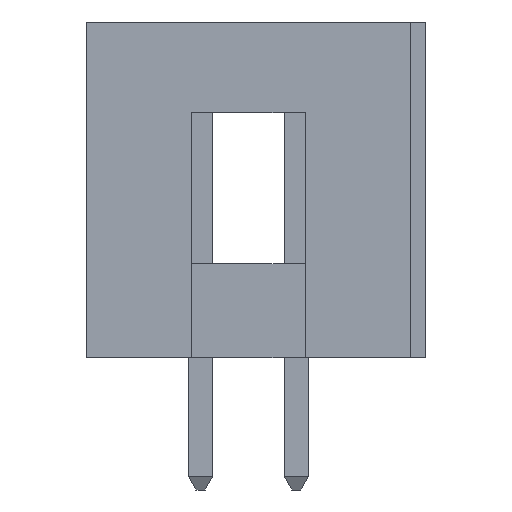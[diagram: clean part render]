
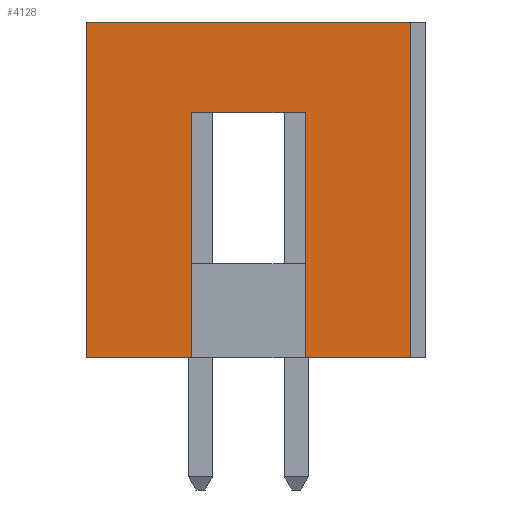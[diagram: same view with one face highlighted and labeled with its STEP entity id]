
A CAD part, left-side view. The second image highlights one B-rep face of the part: STEP entity #4128.
In plain terms, the highlighted planar face has unit normal (-1, 0, 0).
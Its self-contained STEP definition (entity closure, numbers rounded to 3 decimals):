
#41 = AXIS2_PLACEMENT_3D ( 'NONE', #5345, #2341, #9400 ) ;
#194 = VECTOR ( 'NONE', #5107, 1000. ) ;
#224 = CARTESIAN_POINT ( 'NONE',  ( 0., 2.8, 0. ) ) ;
#237 = LINE ( 'NONE', #906, #8006 ) ;
#696 = ORIENTED_EDGE ( 'NONE', *, *, #3082, .F. ) ;
#799 = CARTESIAN_POINT ( 'NONE',  ( 0., 0., 8.9 ) ) ;
#906 = CARTESIAN_POINT ( 'NONE',  ( 0., 5.8, 6.5 ) ) ;
#1335 = PLANE ( 'NONE',  #41 ) ;
#1372 = DIRECTION ( 'NONE',  ( 0., 1., 0. ) ) ;
#1383 = CARTESIAN_POINT ( 'NONE',  ( 0., 2.8, 6.5 ) ) ;
#1399 = VECTOR ( 'NONE', #3687, 1000. ) ;
#1631 = CARTESIAN_POINT ( 'NONE',  ( 0., 5.8, 0. ) ) ;
#1639 = VERTEX_POINT ( 'NONE', #12913 ) ;
#1892 = EDGE_CURVE ( 'NONE', #12976, #4760, #8349, .T. ) ;
#1951 = DIRECTION ( 'NONE',  ( 0., 0., -1. ) ) ;
#2314 = CARTESIAN_POINT ( 'NONE',  ( 0., 0., 0. ) ) ;
#2341 = DIRECTION ( 'NONE',  ( -1., 0., 0. ) ) ;
#2663 = DIRECTION ( 'NONE',  ( 0., 0., -1. ) ) ;
#2750 = EDGE_CURVE ( 'NONE', #6028, #3216, #5001, .T. ) ;
#2985 = VECTOR ( 'NONE', #1372, 1000. ) ;
#3082 = EDGE_CURVE ( 'NONE', #4760, #9951, #237, .T. ) ;
#3216 = VERTEX_POINT ( 'NONE', #224 ) ;
#3363 = CARTESIAN_POINT ( 'NONE',  ( 0., 2.8, 6.5 ) ) ;
#3687 = DIRECTION ( 'NONE',  ( 0., 1., 0. ) ) ;
#4128 = ADVANCED_FACE ( 'NONE', ( #4223 ), #1335, .T. ) ;
#4223 = FACE_OUTER_BOUND ( 'NONE', #5145, .T. ) ;
#4258 = EDGE_CURVE ( 'NONE', #9951, #1639, #9116, .T. ) ;
#4317 = ORIENTED_EDGE ( 'NONE', *, *, #4258, .F. ) ;
#4495 = CARTESIAN_POINT ( 'NONE',  ( 0., 0., 0. ) ) ;
#4617 = EDGE_CURVE ( 'NONE', #12976, #3216, #9752, .T. ) ;
#4760 = VERTEX_POINT ( 'NONE', #9979 ) ;
#5001 = LINE ( 'NONE', #2314, #7382 ) ;
#5107 = DIRECTION ( 'NONE',  ( 0., 0., -1. ) ) ;
#5145 = EDGE_LOOP ( 'NONE', ( #6802, #8225, #7788, #6048, #9364, #4317, #696, #11631 ) ) ;
#5243 = CARTESIAN_POINT ( 'NONE',  ( 0., 2.8, 6.5 ) ) ;
#5345 = CARTESIAN_POINT ( 'NONE',  ( 0., 0., 8.9 ) ) ;
#5419 = DIRECTION ( 'NONE',  ( 0., 1., 0. ) ) ;
#5439 = EDGE_CURVE ( 'NONE', #8243, #5712, #6207, .T. ) ;
#5712 = VERTEX_POINT ( 'NONE', #10901 ) ;
#6028 = VERTEX_POINT ( 'NONE', #4495 ) ;
#6048 = ORIENTED_EDGE ( 'NONE', *, *, #5439, .T. ) ;
#6207 = LINE ( 'NONE', #8368, #11596 ) ;
#6802 = ORIENTED_EDGE ( 'NONE', *, *, #4617, .T. ) ;
#7382 = VECTOR ( 'NONE', #7448, 1000. ) ;
#7448 = DIRECTION ( 'NONE',  ( 0., 1., 0. ) ) ;
#7788 = ORIENTED_EDGE ( 'NONE', *, *, #8816, .F. ) ;
#8006 = VECTOR ( 'NONE', #1951, 1000. ) ;
#8225 = ORIENTED_EDGE ( 'NONE', *, *, #2750, .F. ) ;
#8243 = VERTEX_POINT ( 'NONE', #799 ) ;
#8253 = LINE ( 'NONE', #10100, #194 ) ;
#8349 = LINE ( 'NONE', #3363, #2985 ) ;
#8363 = EDGE_CURVE ( 'NONE', #5712, #1639, #8253, .T. ) ;
#8368 = CARTESIAN_POINT ( 'NONE',  ( 0., 0., 8.9 ) ) ;
#8785 = LINE ( 'NONE', #9730, #11491 ) ;
#8816 = EDGE_CURVE ( 'NONE', #8243, #6028, #8785, .T. ) ;
#9116 = LINE ( 'NONE', #9728, #1399 ) ;
#9364 = ORIENTED_EDGE ( 'NONE', *, *, #8363, .T. ) ;
#9400 = DIRECTION ( 'NONE',  ( 0., 0., 1. ) ) ;
#9728 = CARTESIAN_POINT ( 'NONE',  ( 0., 0., 0. ) ) ;
#9730 = CARTESIAN_POINT ( 'NONE',  ( 0., 0., 8.9 ) ) ;
#9752 = LINE ( 'NONE', #5243, #12444 ) ;
#9951 = VERTEX_POINT ( 'NONE', #1631 ) ;
#9979 = CARTESIAN_POINT ( 'NONE',  ( 0., 5.8, 6.5 ) ) ;
#10100 = CARTESIAN_POINT ( 'NONE',  ( 0., 8.6, 8.9 ) ) ;
#10901 = CARTESIAN_POINT ( 'NONE',  ( 0., 8.6, 8.9 ) ) ;
#11305 = DIRECTION ( 'NONE',  ( 0., 0., -1. ) ) ;
#11491 = VECTOR ( 'NONE', #2663, 1000. ) ;
#11596 = VECTOR ( 'NONE', #5419, 1000. ) ;
#11631 = ORIENTED_EDGE ( 'NONE', *, *, #1892, .F. ) ;
#12444 = VECTOR ( 'NONE', #11305, 1000. ) ;
#12913 = CARTESIAN_POINT ( 'NONE',  ( 0., 8.6, 0. ) ) ;
#12976 = VERTEX_POINT ( 'NONE', #1383 ) ;
